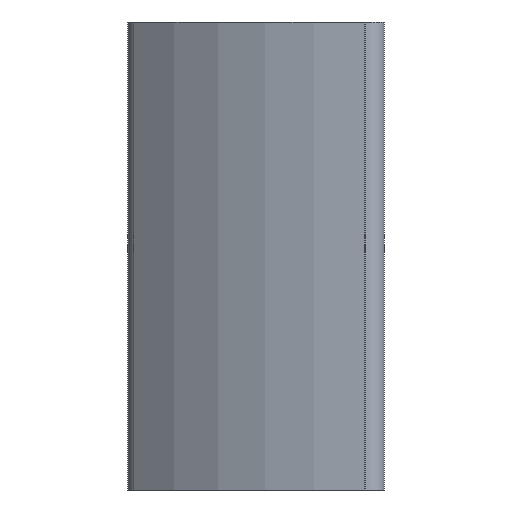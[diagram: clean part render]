
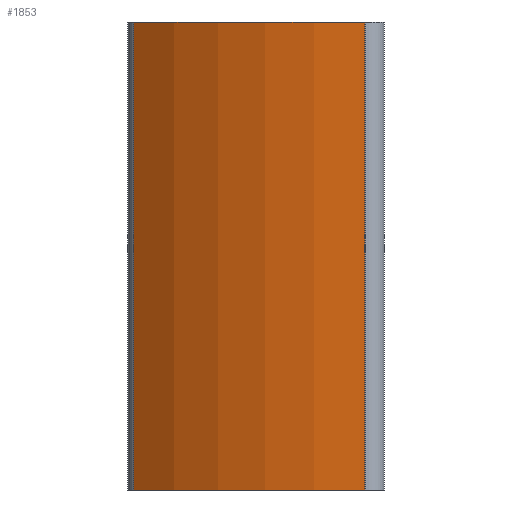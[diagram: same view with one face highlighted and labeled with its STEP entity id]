
A CAD part, left-side view. The second image highlights one B-rep face of the part: STEP entity #1853.
In plain terms, the highlighted cylindrical face has radius 40 mm (diameter 80 mm), a partial arc.
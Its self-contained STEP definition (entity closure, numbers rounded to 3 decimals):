
#36 = FACE_OUTER_BOUND ( 'NONE', #731, .T. ) ;
#223 = VERTEX_POINT ( 'NONE', #1055 ) ;
#310 = CARTESIAN_POINT ( 'NONE',  ( 20., 0., -25. ) ) ;
#345 = ORIENTED_EDGE ( 'NONE', *, *, #1562, .T. ) ;
#391 = DIRECTION ( 'NONE',  ( 1., 0., 0. ) ) ;
#398 = AXIS2_PLACEMENT_3D ( 'NONE', #310, #1565, #1719 ) ;
#445 = LINE ( 'NONE', #453, #499 ) ;
#453 = CARTESIAN_POINT ( 'NONE',  ( -9.734, 26.756, 25. ) ) ;
#472 = AXIS2_PLACEMENT_3D ( 'NONE', #2038, #1295, #1659 ) ;
#480 = EDGE_CURVE ( 'NONE', #532, #223, #445, .T. ) ;
#499 = VECTOR ( 'NONE', #1152, 1000. ) ;
#532 = VERTEX_POINT ( 'NONE', #1523 ) ;
#731 = EDGE_LOOP ( 'NONE', ( #345, #1935, #1445, #2280 ) ) ;
#765 = CYLINDRICAL_SURFACE ( 'NONE', #472, 40. ) ;
#883 = EDGE_CURVE ( 'NONE', #1731, #2017, #1419, .T. ) ;
#1055 = CARTESIAN_POINT ( 'NONE',  ( -9.734, 26.756, -25. ) ) ;
#1074 = DIRECTION ( 'NONE',  ( 0., 0., -1. ) ) ;
#1152 = DIRECTION ( 'NONE',  ( 0., 0., -1. ) ) ;
#1169 = CARTESIAN_POINT ( 'NONE',  ( -19.944, 2.105, -25. ) ) ;
#1295 = DIRECTION ( 'NONE',  ( 0., 0., -1. ) ) ;
#1419 = LINE ( 'NONE', #2103, #2216 ) ;
#1422 = CARTESIAN_POINT ( 'NONE',  ( -19.944, 2.105, 25. ) ) ;
#1445 = ORIENTED_EDGE ( 'NONE', *, *, #1781, .F. ) ;
#1457 = DIRECTION ( 'NONE',  ( 0., 0., 1. ) ) ;
#1483 = CARTESIAN_POINT ( 'NONE',  ( 20., 0., 25. ) ) ;
#1523 = CARTESIAN_POINT ( 'NONE',  ( -9.734, 26.756, 25. ) ) ;
#1562 = EDGE_CURVE ( 'NONE', #223, #2017, #1623, .T. ) ;
#1565 = DIRECTION ( 'NONE',  ( 0., 0., 1. ) ) ;
#1623 = CIRCLE ( 'NONE', #398, 40. ) ;
#1659 = DIRECTION ( 'NONE',  ( -1., 0., 0. ) ) ;
#1719 = DIRECTION ( 'NONE',  ( 1., 0., 0. ) ) ;
#1731 = VERTEX_POINT ( 'NONE', #1422 ) ;
#1781 = EDGE_CURVE ( 'NONE', #532, #1731, #1925, .T. ) ;
#1853 = ADVANCED_FACE ( 'NONE', ( #36 ), #765, .T. ) ;
#1925 = CIRCLE ( 'NONE', #2223, 40. ) ;
#1935 = ORIENTED_EDGE ( 'NONE', *, *, #883, .F. ) ;
#2017 = VERTEX_POINT ( 'NONE', #1169 ) ;
#2038 = CARTESIAN_POINT ( 'NONE',  ( 20., 0., 25. ) ) ;
#2103 = CARTESIAN_POINT ( 'NONE',  ( -19.944, 2.105, 25. ) ) ;
#2216 = VECTOR ( 'NONE', #1074, 1000. ) ;
#2223 = AXIS2_PLACEMENT_3D ( 'NONE', #1483, #1457, #391 ) ;
#2280 = ORIENTED_EDGE ( 'NONE', *, *, #480, .T. ) ;
